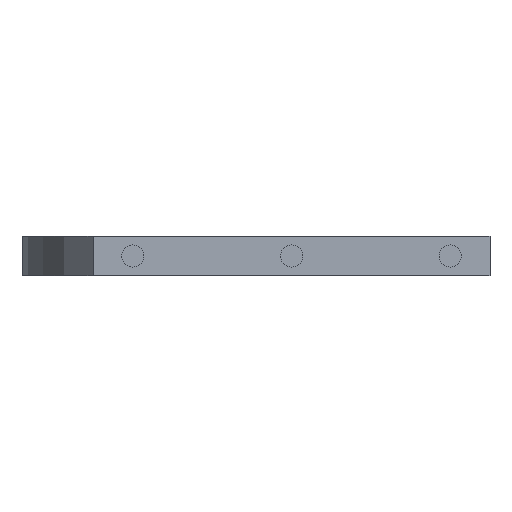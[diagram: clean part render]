
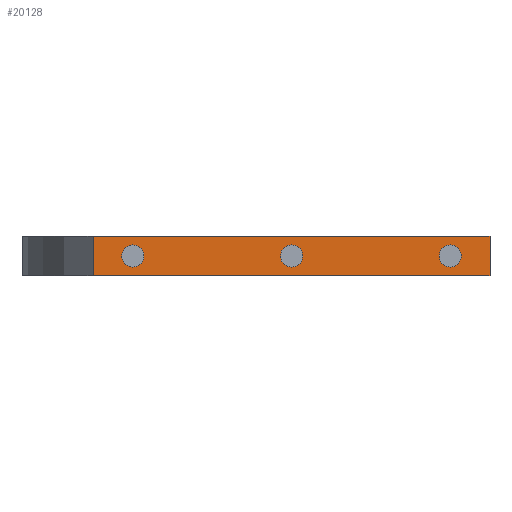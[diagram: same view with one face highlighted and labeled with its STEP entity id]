
A CAD part, front view. The second image highlights one B-rep face of the part: STEP entity #20128.
In plain terms, the highlighted planar face has unit normal (0, -1, 0).
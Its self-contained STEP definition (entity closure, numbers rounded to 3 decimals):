
#2983=FACE_BOUND('',#4845,.T.);
#2984=FACE_BOUND('',#4846,.T.);
#2985=FACE_BOUND('',#4847,.T.);
#3056=CIRCLE('',#20847,1.4);
#3058=CIRCLE('',#20851,1.4);
#3060=CIRCLE('',#20855,1.4);
#3638=FACE_OUTER_BOUND('',#4844,.T.);
#4844=EDGE_LOOP('',(#16283,#16284,#16285,#16286));
#4845=EDGE_LOOP('',(#16287));
#4846=EDGE_LOOP('',(#16288));
#4847=EDGE_LOOP('',(#16289));
#5457=LINE('',#22697,#6666);
#6043=LINE('',#33856,#7252);
#6070=LINE('',#33959,#7279);
#6071=LINE('',#33961,#7280);
#6666=VECTOR('',#20998,10.);
#7252=VECTOR('',#21762,10.);
#7279=VECTOR('',#21895,10.);
#7280=VECTOR('',#21898,10.);
#7874=VERTEX_POINT('',#22694);
#7875=VERTEX_POINT('',#22696);
#8918=VERTEX_POINT('',#33853);
#8919=VERTEX_POINT('',#33855);
#8937=VERTEX_POINT('',#33900);
#8939=VERTEX_POINT('',#33907);
#8941=VERTEX_POINT('',#33914);
#9971=EDGE_CURVE('',#7874,#7875,#5457,.T.);
#11523=EDGE_CURVE('',#8918,#8919,#6043,.T.);
#11542=EDGE_CURVE('',#8937,#8937,#3056,.T.);
#11545=EDGE_CURVE('',#8939,#8939,#3058,.T.);
#11548=EDGE_CURVE('',#8941,#8941,#3060,.T.);
#11570=EDGE_CURVE('',#7874,#8919,#6070,.T.);
#11571=EDGE_CURVE('',#7875,#8918,#6071,.T.);
#16283=ORIENTED_EDGE('',*,*,#9971,.F.);
#16284=ORIENTED_EDGE('',*,*,#11570,.T.);
#16285=ORIENTED_EDGE('',*,*,#11523,.F.);
#16286=ORIENTED_EDGE('',*,*,#11571,.F.);
#16287=ORIENTED_EDGE('',*,*,#11542,.T.);
#16288=ORIENTED_EDGE('',*,*,#11545,.T.);
#16289=ORIENTED_EDGE('',*,*,#11548,.T.);
#19462=PLANE('',#20878);
#20128=ADVANCED_FACE('',(#3638,#2983,#2984,#2985),#19462,.T.);
#20847=AXIS2_PLACEMENT_3D('',#33901,#21811,#21812);
#20851=AXIS2_PLACEMENT_3D('',#33908,#21820,#21821);
#20855=AXIS2_PLACEMENT_3D('',#33915,#21829,#21830);
#20878=AXIS2_PLACEMENT_3D('',#33960,#21896,#21897);
#20998=DIRECTION('',(-1.,0.,0.));
#21762=DIRECTION('',(1.,0.,0.));
#21811=DIRECTION('center_axis',(0.,1.,0.));
#21812=DIRECTION('ref_axis',(1.,0.,0.));
#21820=DIRECTION('center_axis',(0.,1.,0.));
#21821=DIRECTION('ref_axis',(1.,0.,0.));
#21829=DIRECTION('center_axis',(0.,1.,0.));
#21830=DIRECTION('ref_axis',(1.,0.,0.));
#21895=DIRECTION('',(0.,0.,1.));
#21896=DIRECTION('center_axis',(0.,-1.,0.));
#21897=DIRECTION('ref_axis',(1.,0.,0.));
#21898=DIRECTION('',(0.,0.,1.));
#22694=CARTESIAN_POINT('',(632.209,-8.149,0.));
#22696=CARTESIAN_POINT('',(582.209,-8.149,0.));
#22697=CARTESIAN_POINT('',(632.209,-8.149,0.));
#33853=CARTESIAN_POINT('',(582.209,-8.149,5.));
#33855=CARTESIAN_POINT('',(632.209,-8.149,5.));
#33856=CARTESIAN_POINT('',(632.209,-8.149,5.));
#33900=CARTESIAN_POINT('',(585.809,-8.149,2.5));
#33901=CARTESIAN_POINT('Origin',(587.209,-8.149,2.5));
#33907=CARTESIAN_POINT('',(605.809,-8.149,2.5));
#33908=CARTESIAN_POINT('Origin',(607.209,-8.149,2.5));
#33914=CARTESIAN_POINT('',(625.809,-8.149,2.5));
#33915=CARTESIAN_POINT('Origin',(627.209,-8.149,2.5));
#33959=CARTESIAN_POINT('',(632.209,-8.149,0.));
#33960=CARTESIAN_POINT('Origin',(582.209,-8.149,0.));
#33961=CARTESIAN_POINT('',(582.209,-8.149,0.));
